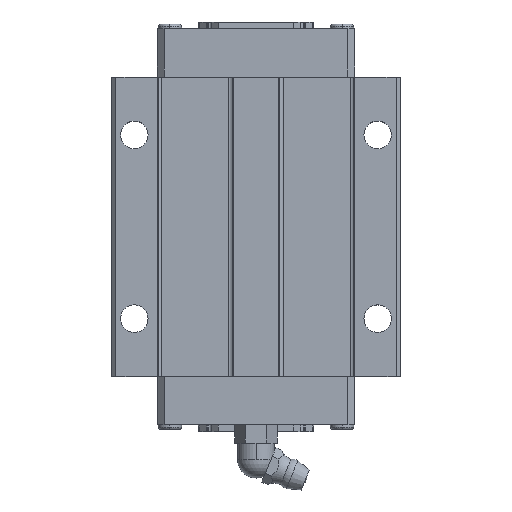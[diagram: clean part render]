
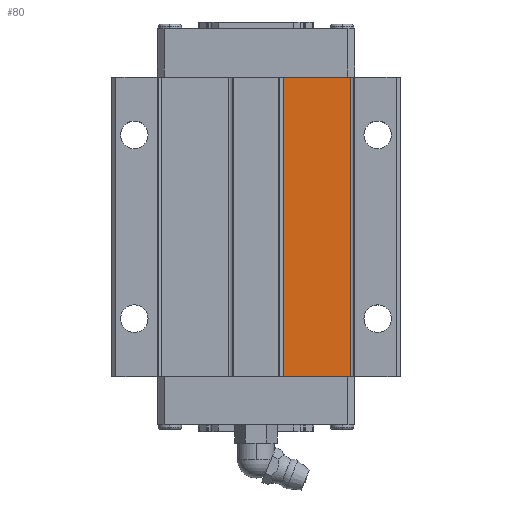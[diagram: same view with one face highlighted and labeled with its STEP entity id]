
A CAD part, top view. The second image highlights one B-rep face of the part: STEP entity #80.
In plain terms, the highlighted planar face has unit normal (0, 0, 1).
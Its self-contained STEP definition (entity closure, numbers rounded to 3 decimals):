
#80 = ADVANCED_FACE ( 'NONE', ( #3417 ), #10222, .F. ) ;
#1045 = ORIENTED_EDGE ( 'NONE', *, *, #11964, .F. ) ;
#1077 = CARTESIAN_POINT ( 'NONE',  ( 339.986, -43.381, 209.587 ) ) ;
#1424 = CARTESIAN_POINT ( 'NONE',  ( 339.987, 21.819, 209.587 ) ) ;
#1700 = VERTEX_POINT ( 'NONE', #1893 ) ;
#1893 = CARTESIAN_POINT ( 'NONE',  ( 354.657, -43.381, 209.587 ) ) ;
#1949 = DIRECTION ( 'NONE',  ( 0., 0., -1. ) ) ;
#2100 = DIRECTION ( 'NONE',  ( -1., 0., 0. ) ) ;
#2294 = ORIENTED_EDGE ( 'NONE', *, *, #4354, .F. ) ;
#2366 = LINE ( 'NONE', #10348, #4817 ) ;
#3250 = ORIENTED_EDGE ( 'NONE', *, *, #4952, .T. ) ;
#3417 = FACE_OUTER_BOUND ( 'NONE', #10164, .T. ) ;
#3609 = VERTEX_POINT ( 'NONE', #4292 ) ;
#3792 = LINE ( 'NONE', #4834, #8418 ) ;
#3892 = DIRECTION ( 'NONE',  ( -1., 0., 0. ) ) ;
#4292 = CARTESIAN_POINT ( 'NONE',  ( 354.659, 21.819, 209.587 ) ) ;
#4354 = EDGE_CURVE ( 'NONE', #11134, #6791, #10764, .T. ) ;
#4389 = VECTOR ( 'NONE', #6306, 1000. ) ;
#4792 = CARTESIAN_POINT ( 'NONE',  ( 339.986, -43.381, 209.587 ) ) ;
#4817 = VECTOR ( 'NONE', #3892, 1000. ) ;
#4834 = CARTESIAN_POINT ( 'NONE',  ( 306.518, -43.38, 209.586 ) ) ;
#4952 = EDGE_CURVE ( 'NONE', #1700, #3609, #11770, .T. ) ;
#6306 = DIRECTION ( 'NONE',  ( 0., 1., 0. ) ) ;
#6791 = VERTEX_POINT ( 'NONE', #1424 ) ;
#8318 = VECTOR ( 'NONE', #9452, 1000. ) ;
#8339 = AXIS2_PLACEMENT_3D ( 'NONE', #11150, #1949, #8409 ) ;
#8409 = DIRECTION ( 'NONE',  ( 0., -1., 0. ) ) ;
#8418 = VECTOR ( 'NONE', #2100, 1000. ) ;
#8761 = EDGE_CURVE ( 'NONE', #3609, #6791, #2366, .T. ) ;
#9452 = DIRECTION ( 'NONE',  ( 0., 1., 0. ) ) ;
#10164 = EDGE_LOOP ( 'NONE', ( #11736, #2294, #1045, #3250 ) ) ;
#10222 = PLANE ( 'NONE',  #8339 ) ;
#10348 = CARTESIAN_POINT ( 'NONE',  ( 354.659, 21.819, 209.587 ) ) ;
#10764 = LINE ( 'NONE', #4792, #8318 ) ;
#11134 = VERTEX_POINT ( 'NONE', #1077 ) ;
#11150 = CARTESIAN_POINT ( 'NONE',  ( 354.657, -43.381, 209.587 ) ) ;
#11736 = ORIENTED_EDGE ( 'NONE', *, *, #8761, .T. ) ;
#11770 = LINE ( 'NONE', #11912, #4389 ) ;
#11912 = CARTESIAN_POINT ( 'NONE',  ( 354.657, -43.381, 209.587 ) ) ;
#11964 = EDGE_CURVE ( 'NONE', #1700, #11134, #3792, .T. ) ;
